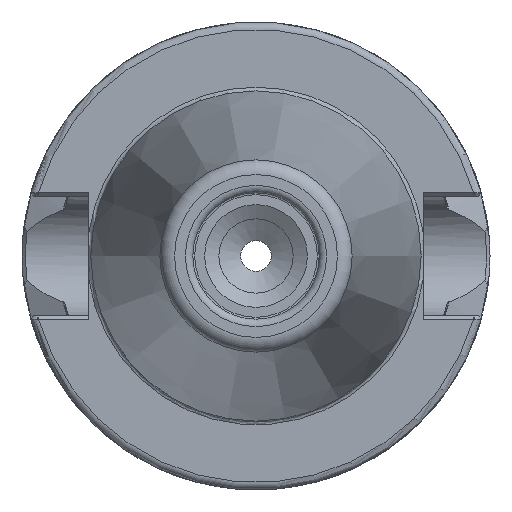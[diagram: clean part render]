
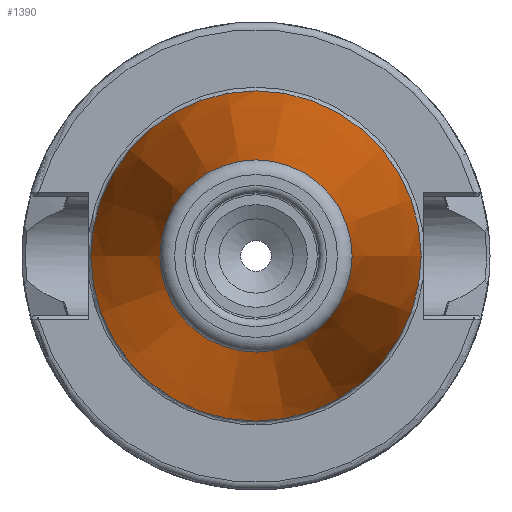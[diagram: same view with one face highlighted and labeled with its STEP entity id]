
A CAD part, left-side view. The second image highlights one B-rep face of the part: STEP entity #1390.
In plain terms, the highlighted conical face has half-angle 8.297 degrees and reference radius 17.581 mm.
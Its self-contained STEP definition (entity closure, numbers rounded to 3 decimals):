
#210=FACE_OUTER_BOUND('',#292,.T.);
#292=EDGE_LOOP('',(#1274,#1275,#1276,#1277,#1278,#1279,#1280));
#365=LINE('',#3047,#432);
#432=VECTOR('',#1932,17.581);
#515=CIRCLE('',#1556,12.937);
#516=CIRCLE('',#1557,12.937);
#517=CIRCLE('',#1558,12.937);
#519=CIRCLE('',#1561,22.225);
#520=CIRCLE('',#1562,22.225);
#667=VERTEX_POINT('',#3035);
#668=VERTEX_POINT('',#3036);
#669=VERTEX_POINT('',#3038);
#670=VERTEX_POINT('',#3043);
#671=VERTEX_POINT('',#3044);
#873=EDGE_CURVE('',#667,#668,#515,.T.);
#874=EDGE_CURVE('',#669,#667,#516,.T.);
#875=EDGE_CURVE('',#668,#669,#517,.T.);
#877=EDGE_CURVE('',#670,#671,#519,.T.);
#878=EDGE_CURVE('',#671,#670,#520,.T.);
#879=EDGE_CURVE('',#671,#669,#365,.T.);
#1274=ORIENTED_EDGE('',*,*,#877,.F.);
#1275=ORIENTED_EDGE('',*,*,#878,.F.);
#1276=ORIENTED_EDGE('',*,*,#879,.T.);
#1277=ORIENTED_EDGE('',*,*,#874,.T.);
#1278=ORIENTED_EDGE('',*,*,#873,.T.);
#1279=ORIENTED_EDGE('',*,*,#875,.T.);
#1280=ORIENTED_EDGE('',*,*,#879,.F.);
#1321=CONICAL_SURFACE('',#1560,17.581,0.145);
#1390=ADVANCED_FACE('',(#210),#1321,.T.);
#1556=AXIS2_PLACEMENT_3D('',#3037,#1918,#1919);
#1557=AXIS2_PLACEMENT_3D('',#3039,#1920,#1921);
#1558=AXIS2_PLACEMENT_3D('',#3040,#1922,#1923);
#1560=AXIS2_PLACEMENT_3D('',#3042,#1926,#1927);
#1561=AXIS2_PLACEMENT_3D('',#3045,#1928,#1929);
#1562=AXIS2_PLACEMENT_3D('',#3046,#1930,#1931);
#1918=DIRECTION('center_axis',(1.,0.,0.));
#1919=DIRECTION('ref_axis',(0.,0.,-1.));
#1920=DIRECTION('center_axis',(1.,0.,0.));
#1921=DIRECTION('ref_axis',(0.,0.,-1.));
#1922=DIRECTION('center_axis',(1.,0.,0.));
#1923=DIRECTION('ref_axis',(0.,0.,-1.));
#1926=DIRECTION('center_axis',(1.,0.,0.));
#1927=DIRECTION('ref_axis',(0.,1.,0.));
#1928=DIRECTION('center_axis',(1.,0.,0.));
#1929=DIRECTION('ref_axis',(0.,0.,-1.));
#1930=DIRECTION('center_axis',(1.,0.,0.));
#1931=DIRECTION('ref_axis',(0.,0.,-1.));
#1932=DIRECTION('',(-0.99,0.144,0.));
#3035=CARTESIAN_POINT('',(-63.689,12.937,0.));
#3036=CARTESIAN_POINT('',(-63.689,0.,12.937));
#3037=CARTESIAN_POINT('Origin',(-63.689,0.,
0.));
#3038=CARTESIAN_POINT('',(-63.689,-12.937,0.));
#3039=CARTESIAN_POINT('Origin',(-63.689,0.,
0.));
#3040=CARTESIAN_POINT('Origin',(-63.689,0.,
0.));
#3042=CARTESIAN_POINT('Origin',(-31.844,0.,
0.));
#3043=CARTESIAN_POINT('',(0.,22.225,0.));
#3044=CARTESIAN_POINT('',(0.,-22.225,0.));
#3045=CARTESIAN_POINT('Origin',(0.,0.,
0.));
#3046=CARTESIAN_POINT('Origin',(0.,0.,
0.));
#3047=CARTESIAN_POINT('',(-31.844,-17.581,0.));
